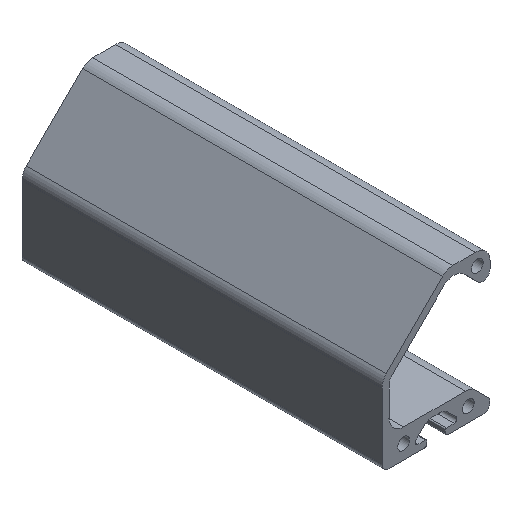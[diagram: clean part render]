
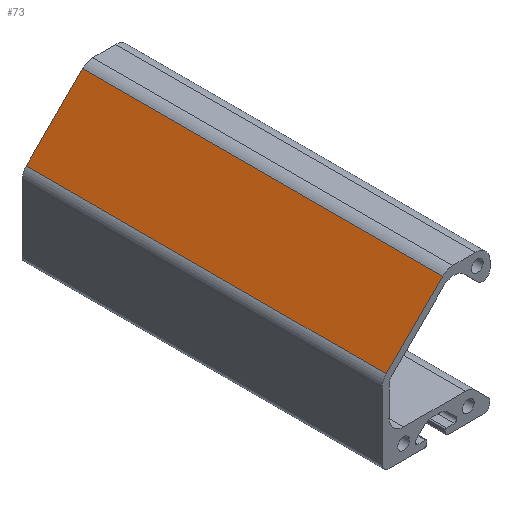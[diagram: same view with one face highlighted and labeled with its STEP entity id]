
A CAD part, isometric view. The second image highlights one B-rep face of the part: STEP entity #73.
In plain terms, the highlighted planar face has unit normal (-0.707, 0, 0.707).
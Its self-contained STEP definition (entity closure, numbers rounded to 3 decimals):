
#73 = ADVANCED_FACE( '', ( #176 ), #177, .F. );
#176 = FACE_OUTER_BOUND( '', #315, .T. );
#177 = PLANE( '', #316 );
#315 = EDGE_LOOP( '', ( #468, #469, #470, #471 ) );
#316 = AXIS2_PLACEMENT_3D( '', #472, #473, #474 );
#468 = ORIENTED_EDGE( '', *, *, #847, .T. );
#469 = ORIENTED_EDGE( '', *, *, #848, .F. );
#470 = ORIENTED_EDGE( '', *, *, #849, .F. );
#471 = ORIENTED_EDGE( '', *, *, #850, .T. );
#472 = CARTESIAN_POINT( '', ( -13.828, 100., 3.172 ) );
#473 = DIRECTION( '', ( 0.707, 0., -0.707 ) );
#474 = DIRECTION( '', ( -0.707, 0., -0.707 ) );
#847 = EDGE_CURVE( '', #1016, #1017, #1018, .T. );
#848 = EDGE_CURVE( '', #1019, #1017, #1020, .T. );
#849 = EDGE_CURVE( '', #1021, #1019, #1022, .T. );
#850 = EDGE_CURVE( '', #1021, #1016, #1023, .T. );
#1016 = VERTEX_POINT( '', #1260 );
#1017 = VERTEX_POINT( '', #1261 );
#1018 = LINE( '', #1262, #1263 );
#1019 = VERTEX_POINT( '', #1264 );
#1020 = LINE( '', #1265, #1266 );
#1021 = VERTEX_POINT( '', #1267 );
#1022 = LINE( '', #1268, #1269 );
#1023 = LINE( '', #1270, #1271 );
#1260 = CARTESIAN_POINT( '', ( -13.828, 0., 3.172 ) );
#1261 = CARTESIAN_POINT( '', ( 1.828, 0., 18.828 ) );
#1262 = CARTESIAN_POINT( '', ( -13.828, 0., 3.172 ) );
#1263 = VECTOR( '', #1543, 1000. );
#1264 = CARTESIAN_POINT( '', ( 1.828, 100., 18.828 ) );
#1265 = CARTESIAN_POINT( '', ( 1.828, 100., 18.828 ) );
#1266 = VECTOR( '', #1544, 1000. );
#1267 = CARTESIAN_POINT( '', ( -13.828, 100., 3.172 ) );
#1268 = CARTESIAN_POINT( '', ( -13.828, 100., 3.172 ) );
#1269 = VECTOR( '', #1545, 1000. );
#1270 = CARTESIAN_POINT( '', ( -13.828, 100., 3.172 ) );
#1271 = VECTOR( '', #1546, 1000. );
#1543 = DIRECTION( '', ( 0.707, 0., 0.707 ) );
#1544 = DIRECTION( '', ( 0., -1., 0. ) );
#1545 = DIRECTION( '', ( 0.707, 0., 0.707 ) );
#1546 = DIRECTION( '', ( 0., -1., 0. ) );
